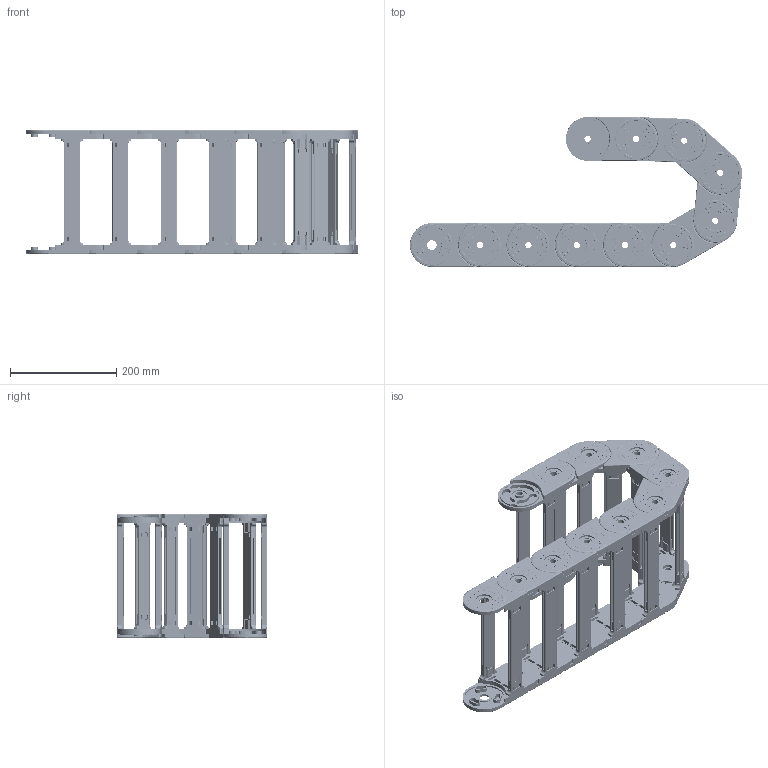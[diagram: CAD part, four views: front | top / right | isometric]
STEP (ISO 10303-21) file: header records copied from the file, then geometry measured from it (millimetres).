
FILE_DESCRIPTION (( 'STEP AP214' ), '1' );
FILE_NAME ('CK60-A180-R100.STEP', '2019-09-06T09:30:17', ( '' ), ( '' ), 'SwSTEP 2.0', 'SolidWorks 2017', '' );
FILE_SCHEMA (( 'AUTOMOTIVE_DESIGN' ));
Length unit declared in the file: millimetre
Products named in the file (2): CK60-A180; CK60-A180-R100
Assembly tree (10 placements, depth 2):
  CK60-A180-R100
    CK60-A180  x10
Bounding box: 625.31 x 282.03 x 233.56 mm (x, y, z)
Volume: 2691750.9 mm3; surface area: 1431697.2 mm2
Topology: 40 solids, 40 shells, 9600 faces, 24800 edges, 16000 vertices
Faces by surface type: plane 4080, cylinder 2940, bspline 2060, torus 360, sphere 160
Entity records: 38747 total; most frequent: CARTESIAN_POINT 16893, ORIENTED_EDGE 4936, DIRECTION 4014, EDGE_CURVE 2468, VERTEX_POINT 1600, AXIS2_PLACEMENT_3D 1341, LINE 1332, VECTOR 1332
